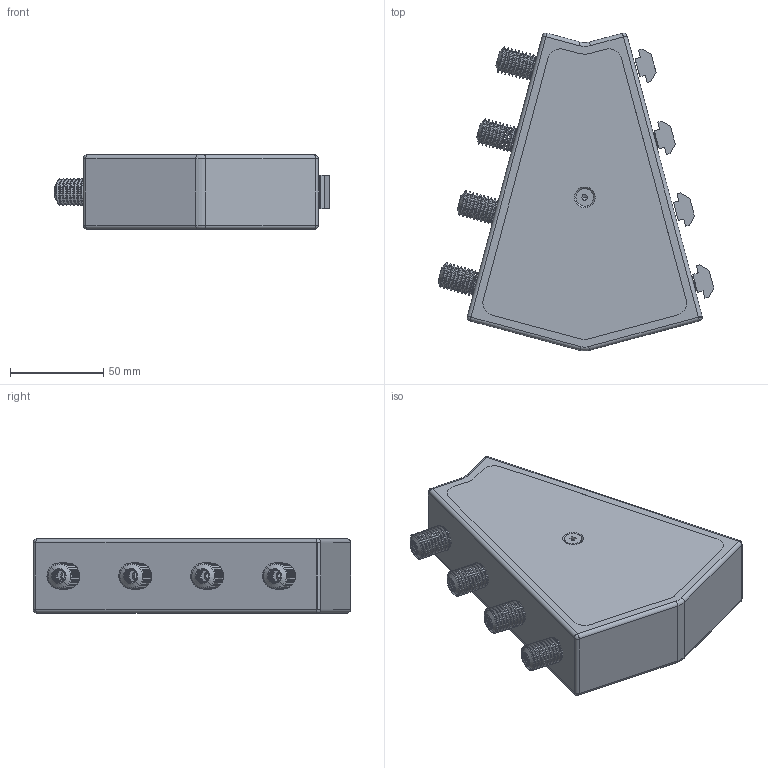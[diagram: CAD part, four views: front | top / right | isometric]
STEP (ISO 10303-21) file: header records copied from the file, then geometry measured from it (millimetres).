
FILE_DESCRIPTION (( 'STEP AP203' ), '1' );
FILE_NAME ('SPS.SJ40.30C.STEP', '2014-12-15T03:05:40', ( 'USER' ), ( 'Microsoft' ), 'SwSTEP 2.0', 'SolidWorks 2012', '' );
FILE_SCHEMA (( 'CONFIG_CONTROL_DESIGN' ));
Length unit declared in the file: millimetre
Products named in the file (1): SPS.SJ40.30C
Bounding box: 148.15 x 170.76 x 40 mm (x, y, z)
Surface area: 58005.9 mm2 (no closed solid volume)
Topology: 0 solids, 51 shells, 908 faces, 2769 edges, 1813 vertices
Faces by surface type: cone 258, torus 236, plane 204, cylinder 154, bspline 46, sphere 10
Entity records: 36424 total; most frequent: CARTESIAN_POINT 12362, DIRECTION 5176, ORIENTED_EDGE 4447, EDGE_CURVE 2759, AXIS2_PLACEMENT_3D 1957, VERTEX_POINT 1809, LINE 1262, VECTOR 1262
